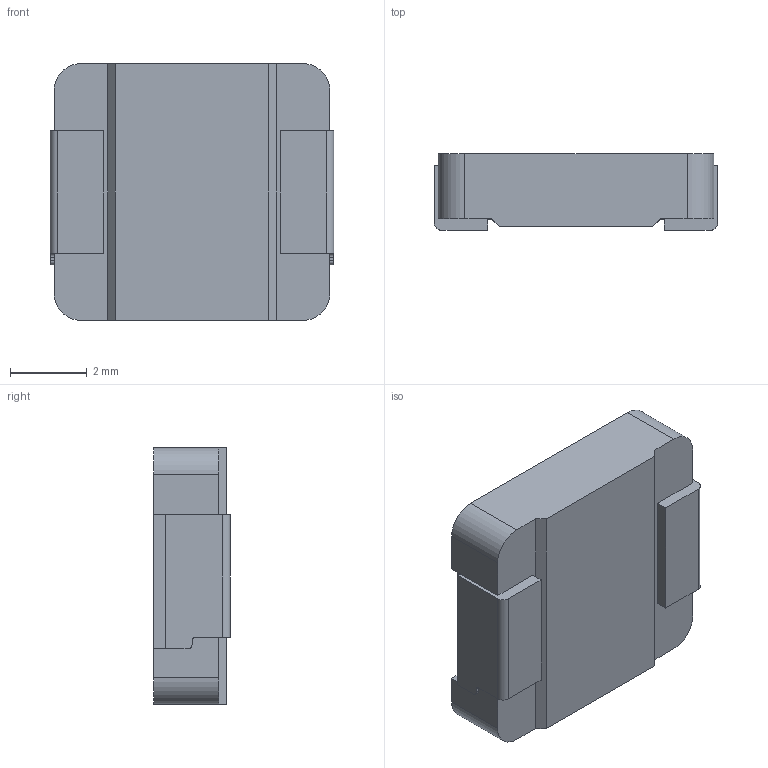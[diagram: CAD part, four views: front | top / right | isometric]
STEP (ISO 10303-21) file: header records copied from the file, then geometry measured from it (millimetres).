
FILE_DESCRIPTION (( 'STEP AP214' ), '1' );
FILE_NAME ('FDV0620-H-1R5M=P3.STEP', '2020-01-27T21:47:42', ( '' ), ( '' ), 'SwSTEP 2.0', 'SolidWorks 2017', '' );
FILE_SCHEMA (( 'AUTOMOTIVE_DESIGN' ));
Length unit declared in the file: millimetre
Products named in the file (1): FDV0620-H-1R5M=P3
Bounding box: 7.4 x 2 x 6.7 mm (x, y, z)
Volume: 90.1 mm3; surface area: 190.1 mm2
Topology: 4 solids, 4 shells, 81 faces, 210 edges, 140 vertices
Faces by surface type: plane 63, cylinder 18
Entity records: 2521 total; most frequent: CARTESIAN_POINT 432, ORIENTED_EDGE 420, DIRECTION 410, EDGE_CURVE 210, LINE 174, VECTOR 174, VERTEX_POINT 140, AXIS2_PLACEMENT_3D 118
